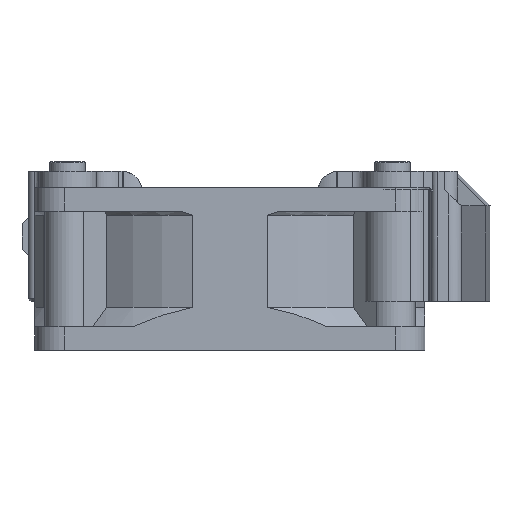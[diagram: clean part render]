
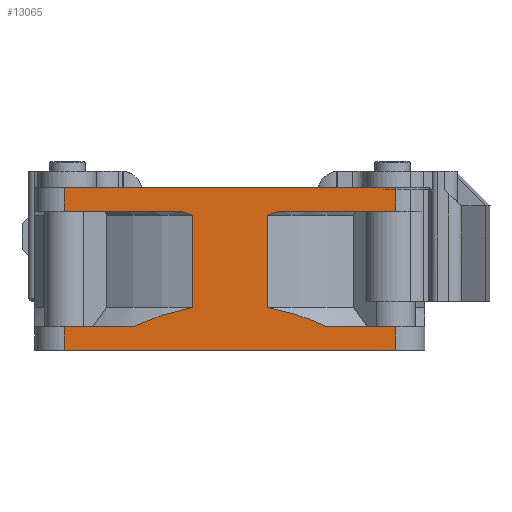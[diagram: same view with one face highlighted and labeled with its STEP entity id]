
A CAD part, left-side view. The second image highlights one B-rep face of the part: STEP entity #13065.
In plain terms, the highlighted face is planar.
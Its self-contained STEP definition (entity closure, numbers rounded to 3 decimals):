
#89=(
BOUNDED_CURVE()
B_SPLINE_CURVE(2,(#28571,#28572,#28573),.UNSPECIFIED.,.F.,.F.)
B_SPLINE_CURVE_WITH_KNOTS((3,3),(-1.048,-0.841),
 .UNSPECIFIED.)
CURVE()
GEOMETRIC_REPRESENTATION_ITEM()
RATIONAL_B_SPLINE_CURVE((1.056,1.053,1.049))
REPRESENTATION_ITEM('')
);
#100=(
BOUNDED_CURVE()
B_SPLINE_CURVE(2,(#28753,#28754,#28755),.UNSPECIFIED.,.F.,.F.)
B_SPLINE_CURVE_WITH_KNOTS((3,3),(0.,0.974),.UNSPECIFIED.)
CURVE()
GEOMETRIC_REPRESENTATION_ITEM()
RATIONAL_B_SPLINE_CURVE((1.,1.011,1.))
REPRESENTATION_ITEM('')
);
#101=(
BOUNDED_CURVE()
B_SPLINE_CURVE(2,(#28767,#28768,#28769),.UNSPECIFIED.,.F.,.F.)
B_SPLINE_CURVE_WITH_KNOTS((3,3),(0.,0.974),.UNSPECIFIED.)
CURVE()
GEOMETRIC_REPRESENTATION_ITEM()
RATIONAL_B_SPLINE_CURVE((1.,1.011,1.))
REPRESENTATION_ITEM('')
);
#743=LINE('',#28487,#1748);
#748=LINE('',#28512,#1753);
#753=LINE('',#28529,#1758);
#765=LINE('',#28615,#1770);
#770=LINE('',#28629,#1775);
#795=LINE('',#28751,#1800);
#796=LINE('',#28757,#1801);
#797=LINE('',#28759,#1802);
#798=LINE('',#28761,#1803);
#799=LINE('',#28763,#1804);
#800=LINE('',#28765,#1805);
#801=LINE('',#28770,#1806);
#1748=VECTOR('',#15782,1000.);
#1753=VECTOR('',#15805,1000.);
#1758=VECTOR('',#15822,1000.);
#1770=VECTOR('',#15874,1000.);
#1775=VECTOR('',#15885,1000.);
#1800=VECTOR('',#15950,1000.);
#1801=VECTOR('',#15951,10.);
#1802=VECTOR('',#15952,1000.);
#1803=VECTOR('',#15953,1000.);
#1804=VECTOR('',#15954,1000.);
#1805=VECTOR('',#15955,10.);
#1806=VECTOR('',#15956,1000.);
#2729=PLANE('',#14042);
#3197=FACE_OUTER_BOUND('',#3976,.T.);
#3976=EDGE_LOOP('',(#9858,#9859,#9860,#9861,#9862,#9863,#9864,#9865,#9866,
#9867,#9868,#9869,#9870,#9871,#9872,#9873));
#5392=B_SPLINE_CURVE_WITH_KNOTS('',3,(#28675,#28676,#28677,#28678,#28679,
#28680,#28681),.UNSPECIFIED.,.F.,.F.,(4,3,4),(0.046,0.047,
0.048),.UNSPECIFIED.);
#5802=VERTEX_POINT('',#28483);
#5804=VERTEX_POINT('',#28486);
#5815=VERTEX_POINT('',#28509);
#5820=VERTEX_POINT('',#28526);
#5830=VERTEX_POINT('',#28562);
#5833=VERTEX_POINT('',#28569);
#5853=VERTEX_POINT('',#28628);
#5861=VERTEX_POINT('',#28674);
#5885=VERTEX_POINT('',#28750);
#5886=VERTEX_POINT('',#28752);
#5887=VERTEX_POINT('',#28756);
#5888=VERTEX_POINT('',#28758);
#5889=VERTEX_POINT('',#28760);
#5890=VERTEX_POINT('',#28762);
#5891=VERTEX_POINT('',#28764);
#5892=VERTEX_POINT('',#28766);
#7253=EDGE_CURVE('',#5804,#5802,#743,.T.);
#7266=EDGE_CURVE('',#5815,#5804,#748,.T.);
#7274=EDGE_CURVE('',#5820,#5802,#753,.T.);
#7287=EDGE_CURVE('',#5833,#5830,#89,.T.);
#7307=EDGE_CURVE('',#5830,#5820,#765,.T.);
#7314=EDGE_CURVE('',#5815,#5853,#770,.T.);
#7326=EDGE_CURVE('',#5853,#5861,#5392,.T.);
#7357=EDGE_CURVE('',#5885,#5833,#795,.F.);
#7358=EDGE_CURVE('',#5886,#5885,#100,.T.);
#7359=EDGE_CURVE('',#5887,#5886,#796,.F.);
#7360=EDGE_CURVE('',#5888,#5887,#797,.T.);
#7361=EDGE_CURVE('',#5889,#5888,#798,.T.);
#7362=EDGE_CURVE('',#5889,#5890,#799,.T.);
#7363=EDGE_CURVE('',#5891,#5890,#800,.F.);
#7364=EDGE_CURVE('',#5892,#5891,#101,.T.);
#7365=EDGE_CURVE('',#5861,#5892,#801,.T.);
#9858=ORIENTED_EDGE('',*,*,#7357,.F.);
#9859=ORIENTED_EDGE('',*,*,#7358,.F.);
#9860=ORIENTED_EDGE('',*,*,#7359,.F.);
#9861=ORIENTED_EDGE('',*,*,#7360,.F.);
#9862=ORIENTED_EDGE('',*,*,#7361,.F.);
#9863=ORIENTED_EDGE('',*,*,#7362,.T.);
#9864=ORIENTED_EDGE('',*,*,#7363,.F.);
#9865=ORIENTED_EDGE('',*,*,#7364,.F.);
#9866=ORIENTED_EDGE('',*,*,#7365,.F.);
#9867=ORIENTED_EDGE('',*,*,#7326,.F.);
#9868=ORIENTED_EDGE('',*,*,#7314,.F.);
#9869=ORIENTED_EDGE('',*,*,#7266,.T.);
#9870=ORIENTED_EDGE('',*,*,#7253,.T.);
#9871=ORIENTED_EDGE('',*,*,#7274,.F.);
#9872=ORIENTED_EDGE('',*,*,#7307,.F.);
#9873=ORIENTED_EDGE('',*,*,#7287,.F.);
#13065=ADVANCED_FACE('',(#3197),#2729,.F.);
#14042=AXIS2_PLACEMENT_3D('',#28749,#15948,#15949);
#15782=DIRECTION('',(-1.,0.,0.));
#15805=DIRECTION('',(0.,0.,-1.));
#15822=DIRECTION('',(0.,0.,-1.));
#15874=DIRECTION('',(-1.,0.,0.));
#15885=DIRECTION('',(-1.,0.,0.));
#15948=DIRECTION('center_axis',(0.,-1.,0.));
#15949=DIRECTION('ref_axis',(0.,0.,-1.));
#15950=DIRECTION('',(0.,0.,1.));
#15951=DIRECTION('',(-1.,0.,0.));
#15952=DIRECTION('',(0.,0.,-1.));
#15953=DIRECTION('',(-1.,0.,0.));
#15954=DIRECTION('',(0.,0.,-1.));
#15955=DIRECTION('',(-1.,0.,0.));
#15956=DIRECTION('',(0.,0.,1.));
#28483=CARTESIAN_POINT('',(-20.377,29.154,-14.649));
#28486=CARTESIAN_POINT('',(30.623,29.154,-14.649));
#28487=CARTESIAN_POINT('',(-20.377,29.154,-14.649));
#28509=CARTESIAN_POINT('',(30.623,29.154,-11.049));
#28512=CARTESIAN_POINT('',(30.623,29.154,10.351));
#28526=CARTESIAN_POINT('',(-20.377,29.154,-11.049));
#28529=CARTESIAN_POINT('',(-20.377,29.154,10.351));
#28562=CARTESIAN_POINT('',(-2.534,29.154,-11.049));
#28569=CARTESIAN_POINT('',(-0.647,29.154,-10.414));
#28571=CARTESIAN_POINT('Ctrl Pts',(-0.647,29.154,
-10.414));
#28572=CARTESIAN_POINT('Ctrl Pts',(-1.584,29.154,-10.687));
#28573=CARTESIAN_POINT('Ctrl Pts',(-2.534,29.154,-11.049));
#28615=CARTESIAN_POINT('',(-20.377,29.154,-11.049));
#28628=CARTESIAN_POINT('',(12.781,29.154,-11.049));
#28629=CARTESIAN_POINT('',(-20.377,29.154,-11.049));
#28674=CARTESIAN_POINT('',(10.894,29.154,-10.414));
#28675=CARTESIAN_POINT('Ctrl Pts',(12.781,29.154,-11.049));
#28676=CARTESIAN_POINT('Ctrl Pts',(12.438,29.154,-10.918));
#28677=CARTESIAN_POINT('Ctrl Pts',(12.093,29.154,-10.795));
#28678=CARTESIAN_POINT('Ctrl Pts',(11.745,29.154,-10.679));
#28679=CARTESIAN_POINT('Ctrl Pts',(11.463,29.154,-10.585));
#28680=CARTESIAN_POINT('Ctrl Pts',(11.18,29.154,-10.497));
#28681=CARTESIAN_POINT('Ctrl Pts',(10.894,29.154,-10.414));
#28749=CARTESIAN_POINT('Origin',(-20.377,29.154,15.351));
#28750=CARTESIAN_POINT('',(-0.647,29.154,3.751));
#28751=CARTESIAN_POINT('',(-0.647,29.154,-14.649));
#28752=CARTESIAN_POINT('',(-9.897,29.154,6.751));
#28753=CARTESIAN_POINT('Ctrl Pts',(-9.897,29.154,6.751));
#28754=CARTESIAN_POINT('Ctrl Pts',(-5.056,29.154,4.584));
#28755=CARTESIAN_POINT('Ctrl Pts',(-0.647,29.154,
3.751));
#28756=CARTESIAN_POINT('',(-20.377,29.154,6.751));
#28757=CARTESIAN_POINT('',(-21.968,29.154,6.751));
#28758=CARTESIAN_POINT('',(-20.377,29.154,10.351));
#28759=CARTESIAN_POINT('',(-20.377,29.154,10.351));
#28760=CARTESIAN_POINT('',(30.623,29.154,10.351));
#28761=CARTESIAN_POINT('',(-20.377,29.154,10.351));
#28762=CARTESIAN_POINT('',(30.623,29.154,6.751));
#28763=CARTESIAN_POINT('',(30.623,29.154,10.351));
#28764=CARTESIAN_POINT('',(20.143,29.154,6.751));
#28765=CARTESIAN_POINT('',(-21.968,29.154,6.751));
#28766=CARTESIAN_POINT('',(10.894,29.154,3.751));
#28767=CARTESIAN_POINT('Ctrl Pts',(10.894,29.154,3.751));
#28768=CARTESIAN_POINT('Ctrl Pts',(15.302,29.154,4.584));
#28769=CARTESIAN_POINT('Ctrl Pts',(20.143,29.154,6.751));
#28770=CARTESIAN_POINT('',(10.894,29.154,-14.649));
